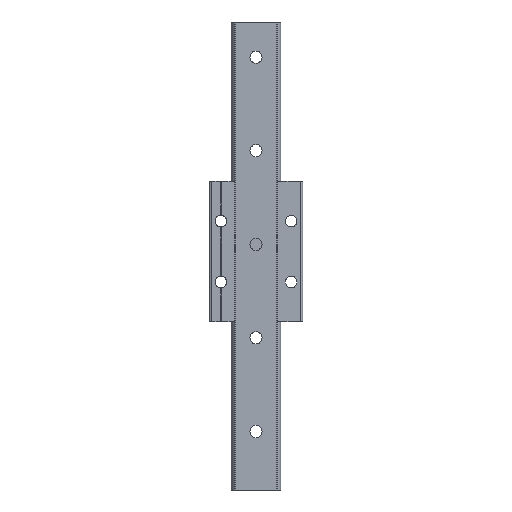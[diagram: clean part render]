
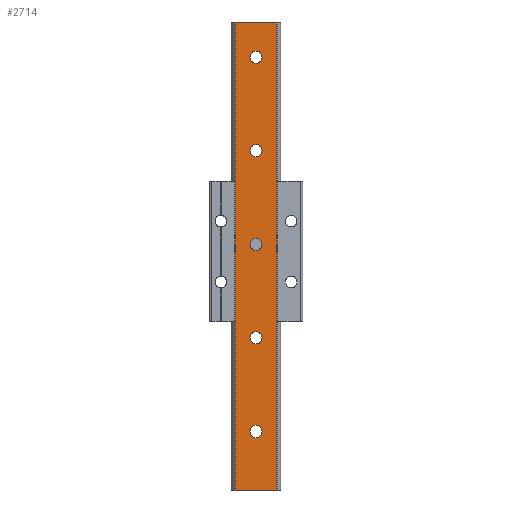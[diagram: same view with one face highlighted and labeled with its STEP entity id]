
A CAD part, front view. The second image highlights one B-rep face of the part: STEP entity #2714.
In plain terms, the highlighted planar face has unit normal (0, -1, 0).
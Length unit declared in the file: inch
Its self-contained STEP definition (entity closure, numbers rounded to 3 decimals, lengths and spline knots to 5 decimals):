
#48 = CARTESIAN_POINT ( 'NONE',  ( 0., 0., -3.3937 ) ) ;
#80 = ORIENTED_EDGE ( 'NONE', *, *, #1414, .T. ) ;
#135 = CIRCLE ( 'NONE', #5649, 0.05118 ) ;
#159 = ORIENTED_EDGE ( 'NONE', *, *, #4430, .T. ) ;
#230 = FACE_BOUND ( 'NONE', #1209, .T. ) ;
#276 = VECTOR ( 'NONE', #1756, 39.37008 ) ;
#300 = DIRECTION ( 'NONE',  ( 0., 1., 0. ) ) ;
#333 = CARTESIAN_POINT ( 'NONE',  ( 0.17379, 0., 0. ) ) ;
#409 = EDGE_LOOP ( 'NONE', ( #1770, #471 ) ) ;
#450 = ORIENTED_EDGE ( 'NONE', *, *, #3873, .T. ) ;
#471 = ORIENTED_EDGE ( 'NONE', *, *, #1049, .T. ) ;
#538 = CARTESIAN_POINT ( 'NONE',  ( 0., 0., -1.08268 ) ) ;
#613 = EDGE_CURVE ( 'NONE', #4550, #1104, #3855, .T. ) ;
#636 = VERTEX_POINT ( 'NONE', #5852 ) ;
#694 = VERTEX_POINT ( 'NONE', #2698 ) ;
#737 = FACE_BOUND ( 'NONE', #2583, .T. ) ;
#745 = CARTESIAN_POINT ( 'NONE',  ( 0., 0., -1.13386 ) ) ;
#765 = FACE_BOUND ( 'NONE', #2901, .T. ) ;
#774 = ORIENTED_EDGE ( 'NONE', *, *, #4239, .T. ) ;
#798 = DIRECTION ( 'NONE',  ( 0., -1., 0. ) ) ;
#801 = CARTESIAN_POINT ( 'NONE',  ( -0.17379, 0., 0. ) ) ;
#820 = ORIENTED_EDGE ( 'NONE', *, *, #5142, .F. ) ;
#823 = DIRECTION ( 'NONE',  ( 0., 0., 1. ) ) ;
#851 = CARTESIAN_POINT ( 'NONE',  ( 0., 0., -0.24409 ) ) ;
#896 = AXIS2_PLACEMENT_3D ( 'NONE', #2162, #798, #4302 ) ;
#907 = AXIS2_PLACEMENT_3D ( 'NONE', #3505, #5325, #1253 ) ;
#930 = CARTESIAN_POINT ( 'NONE',  ( 0., 0., -2.6063 ) ) ;
#958 = VECTOR ( 'NONE', #823, 39.37008 ) ;
#1018 = DIRECTION ( 'NONE',  ( 0., 1., 0. ) ) ;
#1049 = EDGE_CURVE ( 'NONE', #5720, #3823, #4644, .T. ) ;
#1104 = VERTEX_POINT ( 'NONE', #333 ) ;
#1209 = EDGE_LOOP ( 'NONE', ( #2165, #2027 ) ) ;
#1253 = DIRECTION ( 'NONE',  ( 0., 0., 1. ) ) ;
#1333 = VERTEX_POINT ( 'NONE', #1968 ) ;
#1376 = EDGE_CURVE ( 'NONE', #5289, #694, #2563, .T. ) ;
#1414 = EDGE_CURVE ( 'NONE', #1333, #1872, #5500, .T. ) ;
#1420 = DIRECTION ( 'NONE',  ( 0., 1., 0. ) ) ;
#1421 = AXIS2_PLACEMENT_3D ( 'NONE', #3861, #300, #5234 ) ;
#1708 = CARTESIAN_POINT ( 'NONE',  ( 0.17379, 0., -3.93701 ) ) ;
#1718 = AXIS2_PLACEMENT_3D ( 'NONE', #2438, #1876, #3210 ) ;
#1755 = VERTEX_POINT ( 'NONE', #3299 ) ;
#1756 = DIRECTION ( 'NONE',  ( 1., 0., 0. ) ) ;
#1770 = ORIENTED_EDGE ( 'NONE', *, *, #1948, .T. ) ;
#1811 = DIRECTION ( 'NONE',  ( 0., 1., 0. ) ) ;
#1872 = VERTEX_POINT ( 'NONE', #745 ) ;
#1876 = DIRECTION ( 'NONE',  ( 0., 1., 0. ) ) ;
#1906 = CIRCLE ( 'NONE', #4945, 0.05118 ) ;
#1948 = EDGE_CURVE ( 'NONE', #3823, #5720, #2682, .T. ) ;
#1968 = CARTESIAN_POINT ( 'NONE',  ( 0., 0., -1.0315 ) ) ;
#2027 = ORIENTED_EDGE ( 'NONE', *, *, #2512, .T. ) ;
#2042 = CIRCLE ( 'NONE', #907, 0.05118 ) ;
#2162 = CARTESIAN_POINT ( 'NONE',  ( -0.17379, 0., -3.937 ) ) ;
#2165 = ORIENTED_EDGE ( 'NONE', *, *, #1376, .T. ) ;
#2166 = CARTESIAN_POINT ( 'NONE',  ( -0.17379, 0., 0. ) ) ;
#2221 = DIRECTION ( 'NONE',  ( 0., 0., 1. ) ) ;
#2230 = DIRECTION ( 'NONE',  ( 0., 1., 0. ) ) ;
#2247 = CARTESIAN_POINT ( 'NONE',  ( -0.17379, 0., -3.93701 ) ) ;
#2273 = LINE ( 'NONE', #2358, #3934 ) ;
#2312 = CIRCLE ( 'NONE', #4113, 0.05118 ) ;
#2358 = CARTESIAN_POINT ( 'NONE',  ( 0.17379, 0., -3.937 ) ) ;
#2438 = CARTESIAN_POINT ( 'NONE',  ( 0., 0., -2.65748 ) ) ;
#2444 = ORIENTED_EDGE ( 'NONE', *, *, #3980, .T. ) ;
#2511 = CIRCLE ( 'NONE', #5175, 0.05118 ) ;
#2512 = EDGE_CURVE ( 'NONE', #694, #5289, #5822, .T. ) ;
#2547 = ORIENTED_EDGE ( 'NONE', *, *, #3736, .T. ) ;
#2553 = CARTESIAN_POINT ( 'NONE',  ( 0., 0., -1.08268 ) ) ;
#2563 = CIRCLE ( 'NONE', #1718, 0.05118 ) ;
#2583 = EDGE_LOOP ( 'NONE', ( #80, #2547 ) ) ;
#2613 = DIRECTION ( 'NONE',  ( 0., 0., 1. ) ) ;
#2682 = CIRCLE ( 'NONE', #3912, 0.05118 ) ;
#2698 = CARTESIAN_POINT ( 'NONE',  ( 0., 0., -2.70866 ) ) ;
#2714 = ADVANCED_FACE ( 'NONE', ( #737, #765, #230, #3852, #4867, #5667 ), #3907, .T. ) ;
#2739 = EDGE_LOOP ( 'NONE', ( #159, #5653 ) ) ;
#2742 = CARTESIAN_POINT ( 'NONE',  ( 0., 0., -1.87008 ) ) ;
#2746 = AXIS2_PLACEMENT_3D ( 'NONE', #538, #1018, #3775 ) ;
#2897 = EDGE_CURVE ( 'NONE', #3776, #3982, #2312, .T. ) ;
#2901 = EDGE_LOOP ( 'NONE', ( #774, #2444 ) ) ;
#2969 = DIRECTION ( 'NONE',  ( 0., 0., 1. ) ) ;
#3081 = VECTOR ( 'NONE', #4143, 39.37008 ) ;
#3167 = CARTESIAN_POINT ( 'NONE',  ( -0.17379, 0., -3.937 ) ) ;
#3210 = DIRECTION ( 'NONE',  ( 0., 0., 1. ) ) ;
#3252 = AXIS2_PLACEMENT_3D ( 'NONE', #4958, #1811, #4454 ) ;
#3299 = CARTESIAN_POINT ( 'NONE',  ( -0.17379, 0., -3.93701 ) ) ;
#3321 = CARTESIAN_POINT ( 'NONE',  ( 0., 0., -0.34646 ) ) ;
#3346 = ORIENTED_EDGE ( 'NONE', *, *, #3922, .T. ) ;
#3505 = CARTESIAN_POINT ( 'NONE',  ( 0., 0., -1.87008 ) ) ;
#3527 = DIRECTION ( 'NONE',  ( 0., 1., 0. ) ) ;
#3668 = LINE ( 'NONE', #2247, #3081 ) ;
#3706 = CARTESIAN_POINT ( 'NONE',  ( 0., 0., -1.8189 ) ) ;
#3736 = EDGE_CURVE ( 'NONE', #1872, #1333, #2511, .T. ) ;
#3776 = VERTEX_POINT ( 'NONE', #5677 ) ;
#3775 = DIRECTION ( 'NONE',  ( 0., 0., 1. ) ) ;
#3823 = VERTEX_POINT ( 'NONE', #851 ) ;
#3852 = FACE_BOUND ( 'NONE', #2739, .T. ) ;
#3855 = LINE ( 'NONE', #2166, #276 ) ;
#3861 = CARTESIAN_POINT ( 'NONE',  ( 0., 0., -0.29528 ) ) ;
#3873 = EDGE_CURVE ( 'NONE', #1755, #5574, #3668, .T. ) ;
#3907 = PLANE ( 'NONE',  #896 ) ;
#3912 = AXIS2_PLACEMENT_3D ( 'NONE', #4342, #2230, #2613 ) ;
#3922 = EDGE_CURVE ( 'NONE', #5574, #1104, #2273, .T. ) ;
#3934 = VECTOR ( 'NONE', #4596, 39.37008 ) ;
#3980 = EDGE_CURVE ( 'NONE', #636, #5644, #135, .T. ) ;
#3982 = VERTEX_POINT ( 'NONE', #48 ) ;
#4113 = AXIS2_PLACEMENT_3D ( 'NONE', #5458, #3527, #2221 ) ;
#4118 = DIRECTION ( 'NONE',  ( 0., 0., 1. ) ) ;
#4143 = DIRECTION ( 'NONE',  ( 1., 0., 0. ) ) ;
#4239 = EDGE_CURVE ( 'NONE', #5644, #636, #2042, .T. ) ;
#4302 = DIRECTION ( 'NONE',  ( 0., 0., -1. ) ) ;
#4342 = CARTESIAN_POINT ( 'NONE',  ( 0., 0., -0.29528 ) ) ;
#4368 = ORIENTED_EDGE ( 'NONE', *, *, #613, .F. ) ;
#4430 = EDGE_CURVE ( 'NONE', #3982, #3776, #1906, .T. ) ;
#4454 = DIRECTION ( 'NONE',  ( 0., 0., 1. ) ) ;
#4550 = VERTEX_POINT ( 'NONE', #801 ) ;
#4565 = DIRECTION ( 'NONE',  ( 0., 1., 0. ) ) ;
#4596 = DIRECTION ( 'NONE',  ( 0., 0., 1. ) ) ;
#4644 = CIRCLE ( 'NONE', #1421, 0.05118 ) ;
#4690 = DIRECTION ( 'NONE',  ( 0., 0., 1. ) ) ;
#4859 = LINE ( 'NONE', #3167, #958 ) ;
#4867 = FACE_BOUND ( 'NONE', #409, .T. ) ;
#4945 = AXIS2_PLACEMENT_3D ( 'NONE', #5604, #1420, #4690 ) ;
#4958 = CARTESIAN_POINT ( 'NONE',  ( 0., 0., -2.65748 ) ) ;
#5142 = EDGE_CURVE ( 'NONE', #1755, #4550, #4859, .T. ) ;
#5175 = AXIS2_PLACEMENT_3D ( 'NONE', #2553, #5202, #2969 ) ;
#5202 = DIRECTION ( 'NONE',  ( 0., 1., 0. ) ) ;
#5234 = DIRECTION ( 'NONE',  ( 0., 0., 1. ) ) ;
#5289 = VERTEX_POINT ( 'NONE', #930 ) ;
#5325 = DIRECTION ( 'NONE',  ( 0., 1., 0. ) ) ;
#5458 = CARTESIAN_POINT ( 'NONE',  ( 0., 0., -3.44488 ) ) ;
#5500 = CIRCLE ( 'NONE', #2746, 0.05118 ) ;
#5574 = VERTEX_POINT ( 'NONE', #1708 ) ;
#5604 = CARTESIAN_POINT ( 'NONE',  ( 0., 0., -3.44488 ) ) ;
#5644 = VERTEX_POINT ( 'NONE', #3706 ) ;
#5649 = AXIS2_PLACEMENT_3D ( 'NONE', #2742, #4565, #4118 ) ;
#5653 = ORIENTED_EDGE ( 'NONE', *, *, #2897, .T. ) ;
#5667 = FACE_OUTER_BOUND ( 'NONE', #5767, .T. ) ;
#5677 = CARTESIAN_POINT ( 'NONE',  ( 0., 0., -3.49606 ) ) ;
#5720 = VERTEX_POINT ( 'NONE', #3321 ) ;
#5767 = EDGE_LOOP ( 'NONE', ( #4368, #820, #450, #3346 ) ) ;
#5822 = CIRCLE ( 'NONE', #3252, 0.05118 ) ;
#5852 = CARTESIAN_POINT ( 'NONE',  ( 0., 0., -1.92126 ) ) ;
